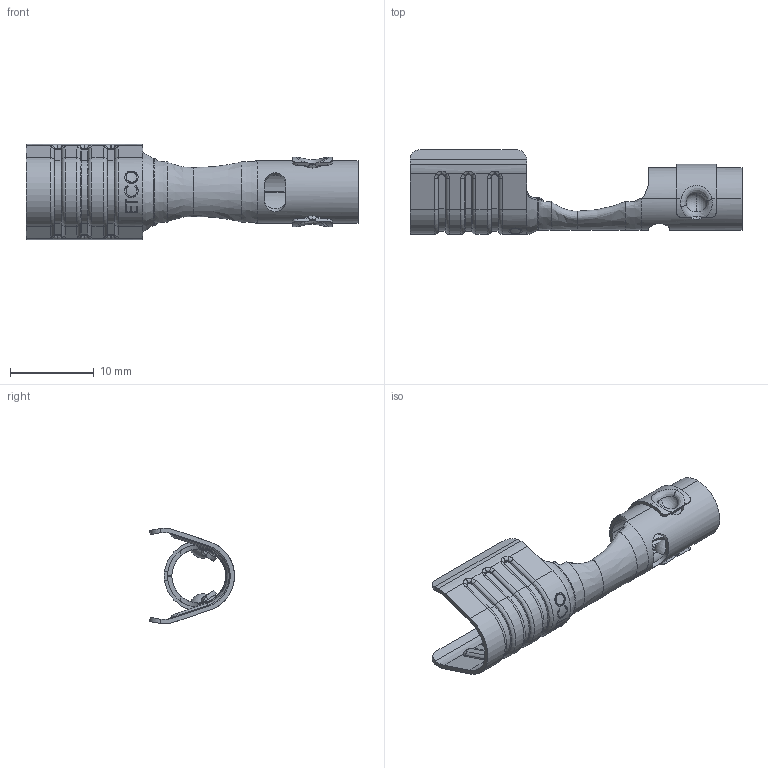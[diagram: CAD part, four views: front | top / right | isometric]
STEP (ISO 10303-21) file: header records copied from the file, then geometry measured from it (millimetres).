
FILE_DESCRIPTION (( 'STEP AP203' ), '1' );
FILE_NAME ('SP19-B.STEP', '2019-11-05T14:31:34', ( 'tempuser' ), ( 'Microsoft' ), 'SwSTEP 2.0', 'SolidWorks 2019', '' );
FILE_SCHEMA (( 'CONFIG_CONTROL_DESIGN' ));
Length unit declared in the file: inch
Products named in the file (3): SCA4 expanded for mating_SCA4-B; SP17-B-W SP19-B_SP19-B without carrier; SP19-B
Assembly tree (2 placements, depth 2):
  SP19-B
    SCA4 expanded for mating_SCA4-B
    SP17-B-W SP19-B_SP19-B without carrier
Bounding box: 39.75 x 10.16 x 11.43 mm (x, y, z)
Volume: 405.8 mm3; surface area: 1740.6 mm2
Topology: 2 solids, 2 shells, 359 faces, 953 edges, 599 vertices
Faces by surface type: plane 106, cylinder 101, bspline 75, torus 36, cone 33, sphere 8
Entity records: 16985 total; most frequent: CARTESIAN_POINT 8330, ORIENTED_EDGE 1906, DIRECTION 1557, EDGE_CURVE 953, VERTEX_POINT 599, AXIS2_PLACEMENT_3D 597, EDGE_LOOP 366, LINE 363
